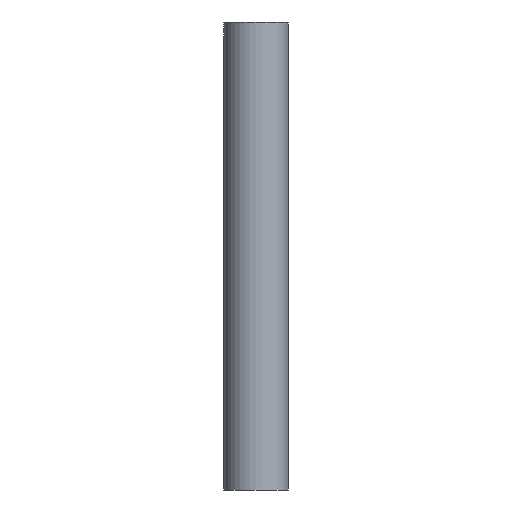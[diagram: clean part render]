
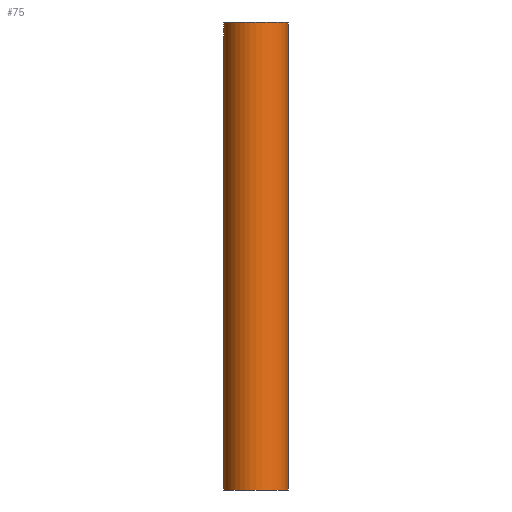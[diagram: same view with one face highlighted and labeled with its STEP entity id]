
A CAD part, front view. The second image highlights one B-rep face of the part: STEP entity #75.
In plain terms, the highlighted cylindrical face has radius 31.496 mm (diameter 62.992 mm), a full revolution.
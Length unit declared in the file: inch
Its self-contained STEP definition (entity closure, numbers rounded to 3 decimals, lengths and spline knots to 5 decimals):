
#18 = DIRECTION ( 'NONE',  ( 1., 0., 0. ) ) ;
#28 = CARTESIAN_POINT ( 'NONE',  ( 6.38396, 13.46166, 13.52815 ) ) ;
#33 = FACE_BOUND ( 'NONE', #263, .T. ) ;
#43 = DIRECTION ( 'NONE',  ( 0., 0., 1. ) ) ;
#46 = ORIENTED_EDGE ( 'NONE', *, *, #250, .T. ) ;
#72 = CARTESIAN_POINT ( 'NONE',  ( 7.62396, 10.98166, 18.5009 ) ) ;
#75 = ADVANCED_FACE ( 'NONE', ( #566, #196, #33 ), #419, .T. ) ;
#79 = VERTEX_POINT ( 'NONE', #299 ) ;
#102 = CIRCLE ( 'NONE', #348, 1.24 ) ;
#120 = DIRECTION ( 'NONE',  ( 0., 0., 1. ) ) ;
#126 = VERTEX_POINT ( 'NONE', #382 ) ;
#187 = CARTESIAN_POINT ( 'NONE',  ( 6.38396, 10.98166, 12.5009 ) ) ;
#196 = FACE_OUTER_BOUND ( 'NONE', #324, .T. ) ;
#213 = EDGE_CURVE ( 'NONE', #126, #379, #576, .T. ) ;
#225 = EDGE_CURVE ( 'NONE', #79, #79, #579, .T. ) ;
#233 = CARTESIAN_POINT ( 'NONE',  ( 8.86396, 10.98166, 12.5009 ) ) ;
#247 = VERTEX_POINT ( 'NONE', #537 ) ;
#250 = EDGE_CURVE ( 'NONE', #247, #247, #102, .T. ) ;
#251 = ORIENTED_EDGE ( 'NONE', *, *, #591, .T. ) ;
#260 = ORIENTED_EDGE ( 'NONE', *, *, #213, .T. ) ;
#263 = EDGE_LOOP ( 'NONE', ( #251, #260 ) ) ;
#299 = CARTESIAN_POINT ( 'NONE',  ( 8.86396, 10.98166, 18.5009 ) ) ;
#324 = EDGE_LOOP ( 'NONE', ( #390 ) ) ;
#348 = AXIS2_PLACEMENT_3D ( 'NONE', #397, #120, #351 ) ;
#351 = DIRECTION ( 'NONE',  ( 1., 0., 0. ) ) ;
#354 = CARTESIAN_POINT ( 'NONE',  ( 6.38396, 13.46166, 6.51365 ) ) ;
#356 = CARTESIAN_POINT ( 'NONE',  ( 8.86396, 13.46166, 6.51365 ) ) ;
#371 = CARTESIAN_POINT ( 'NONE',  ( 7.62396, 10.98166, 0.5009 ) ) ;
#379 = VERTEX_POINT ( 'NONE', #506 ) ;
#382 = CARTESIAN_POINT ( 'NONE',  ( 6.38396, 10.98166, 12.5009 ) ) ;
#390 = ORIENTED_EDGE ( 'NONE', *, *, #225, .T. ) ;
#397 = CARTESIAN_POINT ( 'NONE',  ( 7.62396, 10.98166, 0.5009 ) ) ;
#408 = CARTESIAN_POINT ( 'NONE',  ( 8.86396, 10.98166, 12.5009 ) ) ;
#419 = CYLINDRICAL_SURFACE ( 'NONE', #498, 1.24 ) ;
#449 = CARTESIAN_POINT ( 'NONE',  ( 8.86396, 13.46166, 13.52815 ) ) ;
#460 =( BOUNDED_CURVE ( )  B_SPLINE_CURVE ( 3, ( #233, #449, #28, #612 ),
 .UNSPECIFIED., .F., .F. ) 
 B_SPLINE_CURVE_WITH_KNOTS ( ( 4, 4 ),
 ( 4.71239, 7.85398 ),
 .UNSPECIFIED. ) 
 CURVE ( )  GEOMETRIC_REPRESENTATION_ITEM ( )  RATIONAL_B_SPLINE_CURVE ( ( 1., 0.333, 0.333, 1. ) ) 
 REPRESENTATION_ITEM ( '' )  );
#498 = AXIS2_PLACEMENT_3D ( 'NONE', #371, #43, #527 ) ;
#500 = DIRECTION ( 'NONE',  ( 0., 0., -1. ) ) ;
#506 = CARTESIAN_POINT ( 'NONE',  ( 8.86396, 10.98166, 12.5009 ) ) ;
#527 = DIRECTION ( 'NONE',  ( 1., 0., 0. ) ) ;
#537 = CARTESIAN_POINT ( 'NONE',  ( 8.86396, 10.98166, 0.5009 ) ) ;
#566 = FACE_OUTER_BOUND ( 'NONE', #607, .T. ) ;
#568 = AXIS2_PLACEMENT_3D ( 'NONE', #72, #500, #18 ) ;
#576 =( BOUNDED_CURVE ( )  B_SPLINE_CURVE ( 3, ( #187, #354, #356, #408 ),
 .UNSPECIFIED., .F., .T. ) 
 B_SPLINE_CURVE_WITH_KNOTS ( ( 4, 4 ),
 ( 4.71239, 7.85398 ),
 .UNSPECIFIED. ) 
 CURVE ( )  GEOMETRIC_REPRESENTATION_ITEM ( )  RATIONAL_B_SPLINE_CURVE ( ( 1., 0.333, 0.333, 1. ) ) 
 REPRESENTATION_ITEM ( '' )  );
#579 = CIRCLE ( 'NONE', #568, 1.24 ) ;
#591 = EDGE_CURVE ( 'NONE', #379, #126, #460, .T. ) ;
#607 = EDGE_LOOP ( 'NONE', ( #46 ) ) ;
#612 = CARTESIAN_POINT ( 'NONE',  ( 6.38396, 10.98166, 12.5009 ) ) ;
